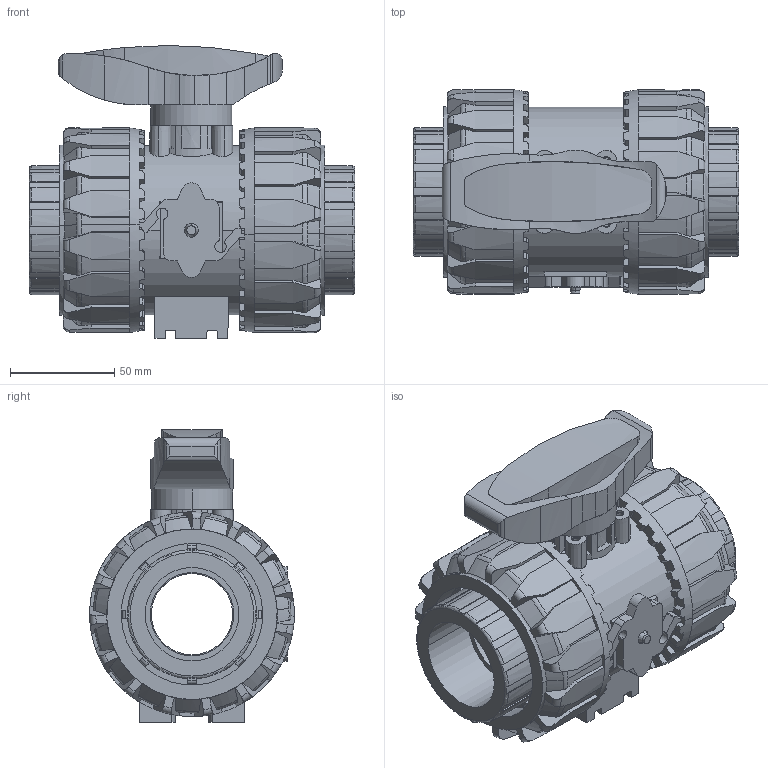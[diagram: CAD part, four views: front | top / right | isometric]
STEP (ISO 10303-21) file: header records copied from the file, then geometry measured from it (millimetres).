
FILE_DESCRIPTION(('STEP AP214'),'1');
FILE_NAME('vkdfm112e.stp','2017-11-07T09:13:50',('TraceParts'),('TraceParts S.A.'),'Spatial InterOp 3D',' ',' ');
FILE_SCHEMA(('automotive_design'));
Length unit declared in the file: millimetre
Products named in the file (7): vkdfm112e_1; vkdfm112e_2; vkdfm112e_3; vkdfm112e_4; VKDFM112E|ENDFV112:2#ENDFV112;Solido1; VKDFM112E|ENDFV112:1#ENDFV112;Solido1; vkdfm112e_7
Bounding box: 156.4 x 98.3 x 140.72 mm (x, y, z)
Volume: 796403.1 mm3; surface area: 166980.4 mm2
Topology: 7 solids, 7 shells, 1250 faces, 3530 edges, 2321 vertices
Faces by surface type: plane 785, cylinder 313, cone 84, torus 68
Entity records: 52646 total; most frequent: CARTESIAN_POINT 9472, DIRECTION 7185, ORIENTED_EDGE 7060, EDGE_CURVE 3530, AXIS2_PLACEMENT_3D 2795, VERTEX_POINT 2321, LINE 1595, VECTOR 1595
